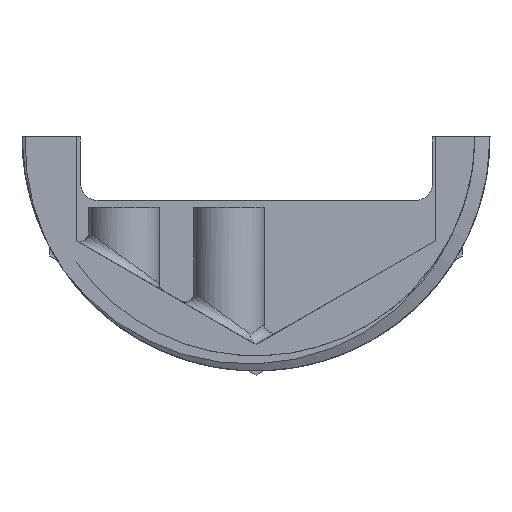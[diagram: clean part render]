
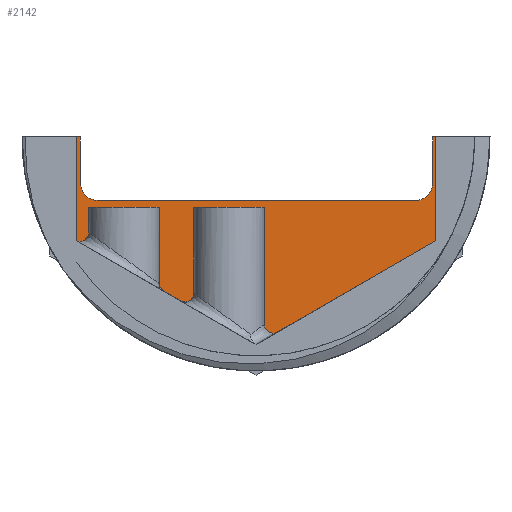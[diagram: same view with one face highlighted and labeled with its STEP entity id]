
A CAD part, left-side view. The second image highlights one B-rep face of the part: STEP entity #2142.
In plain terms, the highlighted planar face has unit normal (-1, 0, 0).
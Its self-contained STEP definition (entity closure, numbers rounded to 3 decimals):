
#37=CIRCLE('',#2244,1.);
#39=CIRCLE('',#2248,1.);
#95=LINE('',#3024,#256);
#153=LINE('',#3516,#314);
#157=LINE('',#3528,#318);
#168=LINE('',#3635,#329);
#179=LINE('',#3655,#340);
#200=LINE('',#5158,#361);
#201=LINE('',#5159,#362);
#202=LINE('',#5160,#363);
#203=LINE('',#5161,#364);
#256=VECTOR('',#2340,10.);
#314=VECTOR('',#2492,10.);
#318=VECTOR('',#2504,10.);
#329=VECTOR('',#2537,10.);
#340=VECTOR('',#2552,10.);
#361=VECTOR('',#2633,10.);
#362=VECTOR('',#2634,10.);
#363=VECTOR('',#2635,10.);
#364=VECTOR('',#2636,10.);
#447=PLANE('',#2289);
#535=FACE_OUTER_BOUND('',#655,.T.);
#655=EDGE_LOOP('',(#1717,#1718,#1719,#1720,#1721,#1722,#1723,#1724,#1725,
#1726,#1727));
#840=VERTEX_POINT('',#3021);
#841=VERTEX_POINT('',#3023);
#910=VERTEX_POINT('',#3512);
#912=VERTEX_POINT('',#3515);
#914=VERTEX_POINT('',#3521);
#916=VERTEX_POINT('',#3527);
#918=VERTEX_POINT('',#3533);
#928=VERTEX_POINT('',#3634);
#935=VERTEX_POINT('',#3653);
#998=VERTEX_POINT('',#5156);
#999=VERTEX_POINT('',#5157);
#1059=EDGE_CURVE('',#840,#841,#95,.T.);
#1152=EDGE_CURVE('',#910,#912,#153,.T.);
#1155=EDGE_CURVE('',#912,#914,#37,.T.);
#1158=EDGE_CURVE('',#914,#916,#157,.T.);
#1161=EDGE_CURVE('',#916,#918,#39,.T.);
#1177=EDGE_CURVE('',#841,#928,#168,.T.);
#1188=EDGE_CURVE('',#935,#840,#179,.T.);
#1276=EDGE_CURVE('',#998,#999,#200,.T.);
#1277=EDGE_CURVE('',#918,#998,#201,.T.);
#1278=EDGE_CURVE('',#928,#910,#202,.T.);
#1279=EDGE_CURVE('',#999,#935,#203,.T.);
#1717=ORIENTED_EDGE('',*,*,#1276,.F.);
#1718=ORIENTED_EDGE('',*,*,#1277,.F.);
#1719=ORIENTED_EDGE('',*,*,#1161,.F.);
#1720=ORIENTED_EDGE('',*,*,#1158,.F.);
#1721=ORIENTED_EDGE('',*,*,#1155,.F.);
#1722=ORIENTED_EDGE('',*,*,#1152,.F.);
#1723=ORIENTED_EDGE('',*,*,#1278,.F.);
#1724=ORIENTED_EDGE('',*,*,#1177,.F.);
#1725=ORIENTED_EDGE('',*,*,#1059,.F.);
#1726=ORIENTED_EDGE('',*,*,#1188,.F.);
#1727=ORIENTED_EDGE('',*,*,#1279,.F.);
#2142=ADVANCED_FACE('',(#535),#447,.F.);
#2244=AXIS2_PLACEMENT_3D('',#3522,#2497,#2498);
#2248=AXIS2_PLACEMENT_3D('',#3534,#2509,#2510);
#2289=AXIS2_PLACEMENT_3D('',#5155,#2631,#2632);
#2340=DIRECTION('',(0.,0.866,0.5));
#2492=DIRECTION('',(0.,0.,-1.));
#2497=DIRECTION('center_axis',(-1.,0.,0.));
#2498=DIRECTION('ref_axis',(0.,0.,-1.));
#2504=DIRECTION('',(0.,-1.,0.));
#2509=DIRECTION('center_axis',(-1.,0.,0.));
#2510=DIRECTION('ref_axis',(0.,-1.,0.));
#2537=DIRECTION('',(0.,0.,1.));
#2552=DIRECTION('',(0.,0.866,-0.5));
#2631=DIRECTION('center_axis',(1.,0.,0.));
#2632=DIRECTION('ref_axis',(0.,1.,0.));
#2633=DIRECTION('',(0.,-1.,0.));
#2634=DIRECTION('',(0.,0.,1.));
#2635=DIRECTION('',(0.,-1.,0.));
#2636=DIRECTION('',(0.,0.,-1.));
#3021=CARTESIAN_POINT('',(41.05,101.506,-7.778));
#3023=CARTESIAN_POINT('',(41.05,111.706,-1.889));
#3024=CARTESIAN_POINT('',(41.05,103.981,-6.349));
#3512=CARTESIAN_POINT('',(41.05,111.468,4.));
#3515=CARTESIAN_POINT('',(41.05,111.468,1.4));
#3516=CARTESIAN_POINT('',(41.05,111.468,9.65));
#3521=CARTESIAN_POINT('',(41.05,110.468,0.4));
#3522=CARTESIAN_POINT('Origin',(41.05,110.468,1.4));
#3527=CARTESIAN_POINT('',(41.05,92.478,0.4));
#3528=CARTESIAN_POINT('',(41.05,110.468,0.4));
#3533=CARTESIAN_POINT('',(41.05,91.478,1.4));
#3534=CARTESIAN_POINT('Origin',(41.05,92.478,1.4));
#3634=CARTESIAN_POINT('',(41.05,111.706,4.));
#3635=CARTESIAN_POINT('',(41.05,111.706,0.969));
#3653=CARTESIAN_POINT('',(41.05,91.306,-1.889));
#3655=CARTESIAN_POINT('',(41.05,93.781,-3.318));
#5155=CARTESIAN_POINT('Origin',(41.05,101.506,4.));
#5156=CARTESIAN_POINT('',(41.05,91.478,4.));
#5157=CARTESIAN_POINT('',(41.05,91.306,4.));
#5158=CARTESIAN_POINT('',(41.05,101.51,4.));
#5159=CARTESIAN_POINT('',(41.05,91.478,1.4));
#5160=CARTESIAN_POINT('',(41.05,101.51,4.));
#5161=CARTESIAN_POINT('',(41.05,91.306,7.031));
